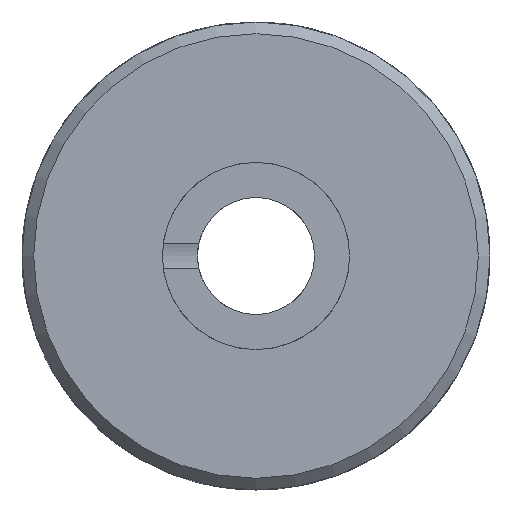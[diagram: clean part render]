
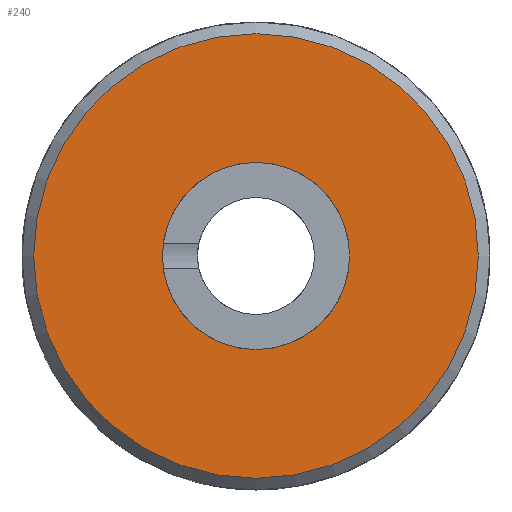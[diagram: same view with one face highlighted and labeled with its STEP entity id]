
A CAD part, front view. The second image highlights one B-rep face of the part: STEP entity #240.
In plain terms, the highlighted planar face has unit normal (0, -1, 0).
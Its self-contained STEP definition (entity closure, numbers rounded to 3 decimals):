
#29=FACE_BOUND('',#81,.T.);
#56=FACE_OUTER_BOUND('',#80,.T.);
#80=EDGE_LOOP('',(#208));
#81=EDGE_LOOP('',(#209));
#91=CIRCLE('',#252,4.);
#96=CIRCLE('',#263,9.5);
#122=VERTEX_POINT('',#335);
#138=VERTEX_POINT('',#1165);
#144=EDGE_CURVE('',#122,#122,#91,.T.);
#166=EDGE_CURVE('',#138,#138,#96,.T.);
#208=ORIENTED_EDGE('',*,*,#166,.F.);
#209=ORIENTED_EDGE('',*,*,#144,.T.);
#229=PLANE('',#264);
#240=ADVANCED_FACE('',(#56,#29),#229,.T.);
#252=AXIS2_PLACEMENT_3D('',#336,#282,#283);
#263=AXIS2_PLACEMENT_3D('',#1166,#311,#312);
#264=AXIS2_PLACEMENT_3D('',#1167,#313,#314);
#282=DIRECTION('center_axis',(0.,1.,0.));
#283=DIRECTION('ref_axis',(1.,0.,0.));
#311=DIRECTION('center_axis',(0.,1.,0.));
#312=DIRECTION('ref_axis',(1.,0.,0.));
#313=DIRECTION('center_axis',(0.,-1.,0.));
#314=DIRECTION('ref_axis',(0.,0.,-1.));
#335=CARTESIAN_POINT('',(4.,-12.5,0.));
#336=CARTESIAN_POINT('Origin',(0.,-12.5,0.));
#1165=CARTESIAN_POINT('',(-9.5,-12.5,0.));
#1166=CARTESIAN_POINT('Origin',(0.,-12.5,0.));
#1167=CARTESIAN_POINT('Origin',(-6.25,-12.5,0.));
